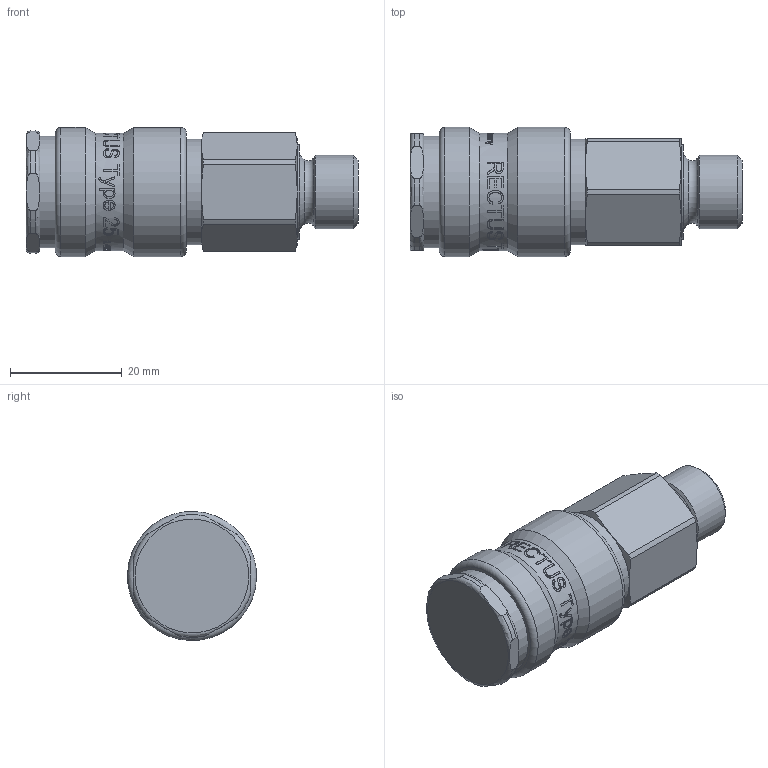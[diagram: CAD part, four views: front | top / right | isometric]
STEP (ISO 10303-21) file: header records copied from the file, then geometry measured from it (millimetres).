
FILE_DESCRIPTION((''),'2;1');
FILE_NAME('25kbaw13rvx.stp','2014-09-26T08:41:31',('MS049480'),(''),'Autodesk Inventor 2013','Autodesk Inventor 2013','');
FILE_SCHEMA(('AUTOMOTIVE_DESIGN { 1 0 10303 214 1 1 1 1 }'));
Length unit declared in the file: millimetre
Products named in the file (1): D111975
Bounding box: 59.5 x 23.14 x 23.14 mm (x, y, z)
Volume: 17278.7 mm3; surface area: 8085.9 mm2
Topology: 2 solids, 3 shells, 616 faces, 1621 edges, 1073 vertices
Faces by surface type: bspline 288, plane 213, cylinder 79, cone 29, torus 7
Full cylindrical faces by diameter (mm): 13.157 x1, 15 x1, 15.1 x1, 15.3 x1, 16 x2, 17 x1, 17.25 x1, 18.95 x1, 19.35 x1, 20 x1, 20.05 x1, 21 x1, 23.15 x2
Entity records: 90662 total; most frequent: CARTESIAN_POINT 77303, ORIENTED_EDGE 3138, DIRECTION 1621, EDGE_CURVE 1569, VERTEX_POINT 1062, B_SPLINE_CURVE_WITH_KNOTS 774, EDGE_LOOP 723, FACE_OUTER_BOUND 616
